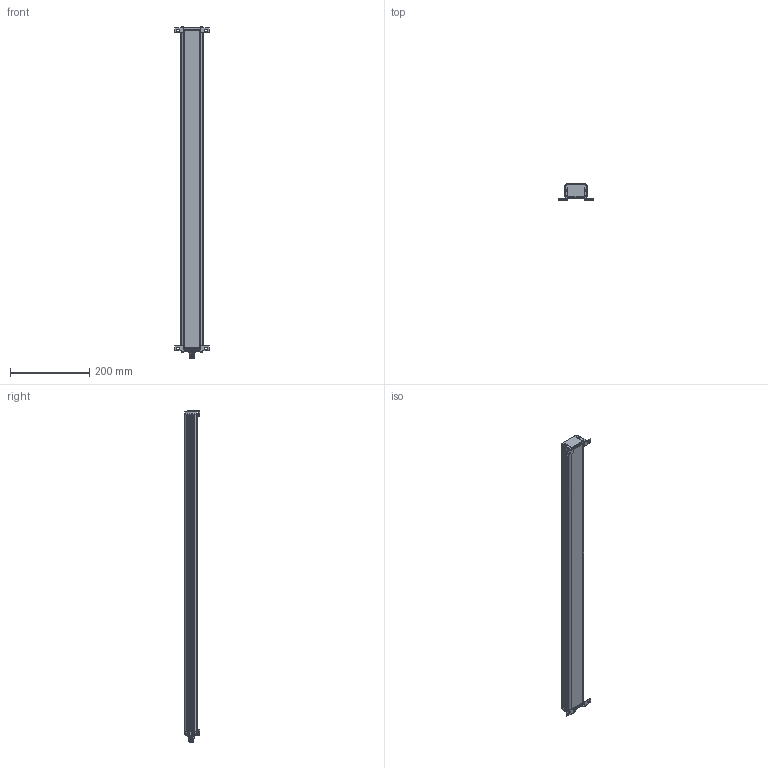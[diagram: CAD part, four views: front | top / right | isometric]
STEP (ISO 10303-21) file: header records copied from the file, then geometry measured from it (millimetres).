
FILE_DESCRIPTION (( 'STEP AP203' ), '1' );
FILE_NAME ('ODC 768-xx QD (No Mounting Bracket).STEP', '2023-02-26T18:41:40', ( '' ), ( '' ), 'SwSTEP 2.0', 'SolidWorks 2017', '' );
FILE_SCHEMA (( 'CONFIG_CONTROL_DESIGN' ));
Length unit declared in the file: millimetre
Products named in the file (1): ODC 768-xx QD (No Mounting Bracket)
Bounding box: 86.5 x 39.3 x 839.95 mm (x, y, z)
Volume: 1384371.8 mm3; surface area: 147115.7 mm2
Topology: 1 solids, 1 shells, 357 faces, 927 edges, 590 vertices
Faces by surface type: cylinder 120, plane 113, bspline 80, cone 44
Entity records: 22910 total; most frequent: CARTESIAN_POINT 14706, ORIENTED_EDGE 1854, DIRECTION 1538, EDGE_CURVE 927, VERTEX_POINT 590, AXIS2_PLACEMENT_3D 554, LINE 430, VECTOR 430
